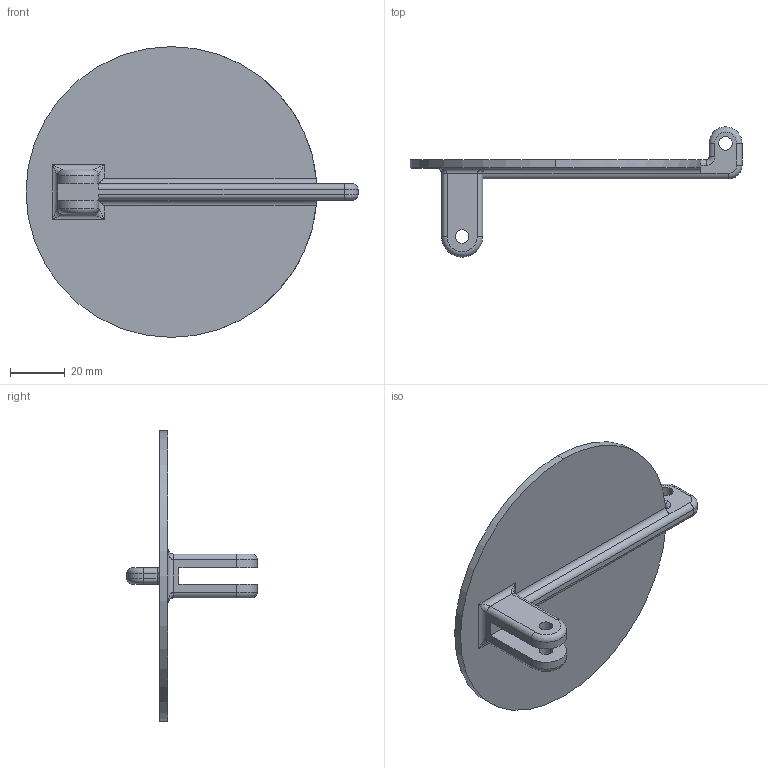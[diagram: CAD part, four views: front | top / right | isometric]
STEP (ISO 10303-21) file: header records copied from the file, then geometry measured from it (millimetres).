
FILE_DESCRIPTION (( 'STEP AP203' ), '1' );
FILE_NAME ('Tapa de Vaso volumétrico_Predeterminado_sldprt.STEP', '2022-06-22T18:55:37', ( '' ), ( '' ), 'SwSTEP 2.0', 'SolidWorks 2022', '' );
FILE_SCHEMA (( 'CONFIG_CONTROL_DESIGN' ));
Length unit declared in the file: millimetre
Products named in the file (1): Tapa de Vaso volumétrico_Predeterminado_sldprt
Bounding box: 121 x 47.5 x 106 mm (x, y, z)
Volume: 34271.7 mm3; surface area: 21989.3 mm2
Topology: 1 solids, 1 shells, 59 faces, 143 edges, 82 vertices
Faces by surface type: cylinder 33, plane 14, torus 8, bspline 4
Entity records: 1980 total; most frequent: CARTESIAN_POINT 551, DIRECTION 295, ORIENTED_EDGE 278, EDGE_CURVE 139, AXIS2_PLACEMENT_3D 114, VERTEX_POINT 82, LINE 67, VECTOR 67
